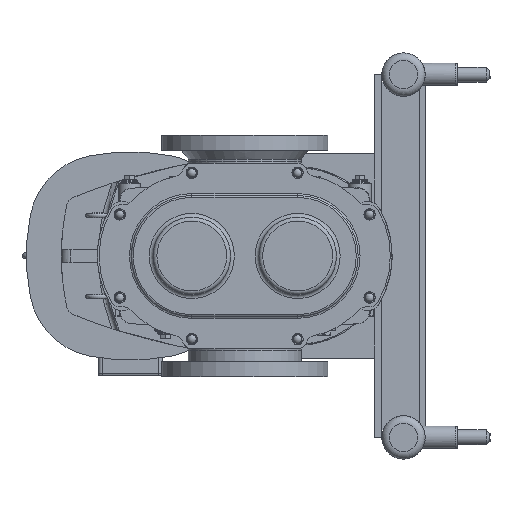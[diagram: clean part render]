
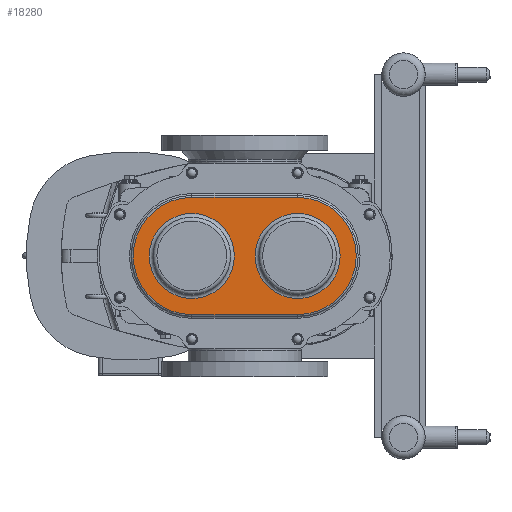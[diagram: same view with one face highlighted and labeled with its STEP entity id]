
A CAD part, left-side view. The second image highlights one B-rep face of the part: STEP entity #18280.
In plain terms, the highlighted planar face has unit normal (-1, 0, 0).
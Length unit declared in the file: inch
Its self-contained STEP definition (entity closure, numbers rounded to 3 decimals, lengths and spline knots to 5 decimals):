
#1273=CIRCLE('',#20014,2.8125);
#1274=CIRCLE('',#20016,3.875);
#1275=CIRCLE('',#20017,3.875);
#1276=CIRCLE('',#20018,2.8125);
#1740=FACE_BOUND('',#4189,.T.);
#1741=FACE_BOUND('',#4190,.T.);
#2149=PLANE('',#20015);
#3067=FACE_OUTER_BOUND('',#4188,.T.);
#4188=EDGE_LOOP('',(#16133,#16134,#16135,#16136));
#4189=EDGE_LOOP('',(#16137));
#4190=EDGE_LOOP('',(#16138));
#5518=LINE('',#34517,#6818);
#5519=LINE('',#34521,#6819);
#6818=VECTOR('',#24618,0.3937);
#6819=VECTOR('',#24621,0.3937);
#8690=VERTEX_POINT('',#34511);
#8691=VERTEX_POINT('',#34515);
#8692=VERTEX_POINT('',#34516);
#8693=VERTEX_POINT('',#34518);
#8694=VERTEX_POINT('',#34520);
#8695=VERTEX_POINT('',#34523);
#11249=EDGE_CURVE('',#8690,#8690,#1273,.T.);
#11250=EDGE_CURVE('',#8691,#8692,#5518,.T.);
#11251=EDGE_CURVE('',#8693,#8691,#1274,.T.);
#11252=EDGE_CURVE('',#8694,#8693,#5519,.T.);
#11253=EDGE_CURVE('',#8692,#8694,#1275,.T.);
#11254=EDGE_CURVE('',#8695,#8695,#1276,.T.);
#16133=ORIENTED_EDGE('',*,*,#11250,.F.);
#16134=ORIENTED_EDGE('',*,*,#11251,.F.);
#16135=ORIENTED_EDGE('',*,*,#11252,.F.);
#16136=ORIENTED_EDGE('',*,*,#11253,.F.);
#16137=ORIENTED_EDGE('',*,*,#11254,.F.);
#16138=ORIENTED_EDGE('',*,*,#11249,.F.);
#18280=ADVANCED_FACE('',(#3067,#1740,#1741),#2149,.T.);
#20014=AXIS2_PLACEMENT_3D('',#34513,#24614,#24615);
#20015=AXIS2_PLACEMENT_3D('',#34514,#24616,#24617);
#20016=AXIS2_PLACEMENT_3D('',#34519,#24619,#24620);
#20017=AXIS2_PLACEMENT_3D('',#34522,#24622,#24623);
#20018=AXIS2_PLACEMENT_3D('',#34524,#24624,#24625);
#24614=DIRECTION('center_axis',(-1.,0.,0.));
#24615=DIRECTION('ref_axis',(0.,0.,1.));
#24616=DIRECTION('center_axis',(-1.,0.,0.));
#24617=DIRECTION('ref_axis',(0.,0.,-1.));
#24618=DIRECTION('',(0.,-1.,0.));
#24619=DIRECTION('center_axis',(1.,0.,0.));
#24620=DIRECTION('ref_axis',(0.,1.,0.));
#24621=DIRECTION('',(0.,1.,0.));
#24622=DIRECTION('center_axis',(1.,0.,0.));
#24623=DIRECTION('ref_axis',(0.,-1.,0.));
#24624=DIRECTION('center_axis',(-1.,0.,0.));
#24625=DIRECTION('ref_axis',(0.,0.,1.));
#34511=CARTESIAN_POINT('',(-1.75,3.5,-2.8125));
#34513=CARTESIAN_POINT('Origin',(-1.75,3.5,0.));
#34514=CARTESIAN_POINT('Origin',(-1.75,0.,0.));
#34515=CARTESIAN_POINT('',(-1.75,3.5,3.875));
#34516=CARTESIAN_POINT('',(-1.75,-3.5,3.875));
#34517=CARTESIAN_POINT('',(-1.75,-1.75,3.875));
#34518=CARTESIAN_POINT('',(-1.75,3.5,-3.875));
#34519=CARTESIAN_POINT('Origin',(-1.75,3.5,0.));
#34520=CARTESIAN_POINT('',(-1.75,-3.5,-3.875));
#34521=CARTESIAN_POINT('',(-1.75,1.75,-3.875));
#34522=CARTESIAN_POINT('Origin',(-1.75,-3.5,0.));
#34523=CARTESIAN_POINT('',(-1.75,-3.5,-2.8125));
#34524=CARTESIAN_POINT('Origin',(-1.75,-3.5,0.));
